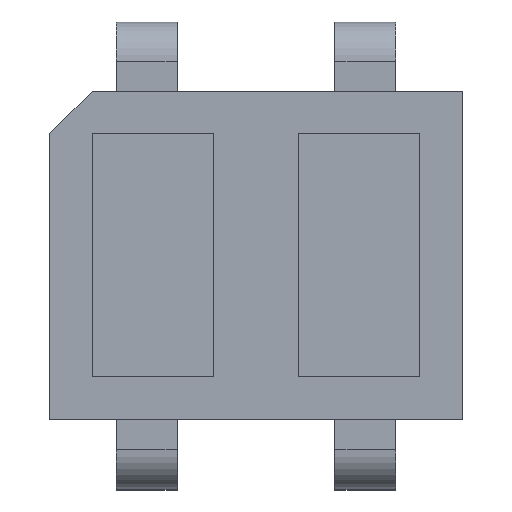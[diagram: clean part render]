
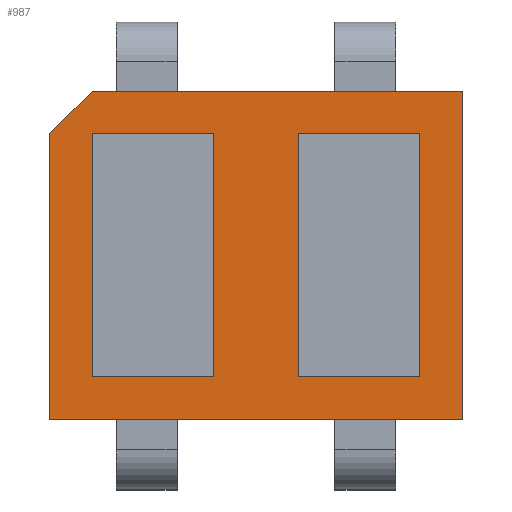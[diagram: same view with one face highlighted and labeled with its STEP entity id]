
A CAD part, top view. The second image highlights one B-rep face of the part: STEP entity #987.
In plain terms, the highlighted planar face has unit normal (0, 0, 1).
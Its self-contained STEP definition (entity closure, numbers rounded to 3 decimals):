
#34 = VECTOR ( 'NONE', #656, 1000. ) ;
#62 = ORIENTED_EDGE ( 'NONE', *, *, #371, .F. ) ;
#67 = VECTOR ( 'NONE', #2526, 1000. ) ;
#133 = VERTEX_POINT ( 'NONE', #2577 ) ;
#230 = FACE_BOUND ( 'NONE', #1391, .T. ) ;
#279 = EDGE_CURVE ( 'NONE', #996, #2746, #2550, .T. ) ;
#287 = VERTEX_POINT ( 'NONE', #602 ) ;
#341 = CARTESIAN_POINT ( 'NONE',  ( -1.7, 0., 2.49 ) ) ;
#371 = EDGE_CURVE ( 'NONE', #287, #996, #2702, .T. ) ;
#372 = LINE ( 'NONE', #2517, #67 ) ;
#390 = VECTOR ( 'NONE', #865, 1000. ) ;
#411 = CARTESIAN_POINT ( 'NONE',  ( 0.35, -1., 2.49 ) ) ;
#417 = DIRECTION ( 'NONE',  ( 0., 1., 0. ) ) ;
#470 = CARTESIAN_POINT ( 'NONE',  ( -1.7, -1.35, 2.49 ) ) ;
#540 = DIRECTION ( 'NONE',  ( 0., -1., 0. ) ) ;
#548 = DIRECTION ( 'NONE',  ( -0.707, -0.707, 0. ) ) ;
#565 = EDGE_CURVE ( 'NONE', #840, #287, #650, .T. ) ;
#568 = VERTEX_POINT ( 'NONE', #470 ) ;
#602 = CARTESIAN_POINT ( 'NONE',  ( 1.35, -1., 2.49 ) ) ;
#605 = CARTESIAN_POINT ( 'NONE',  ( -1.35, 0., 2.49 ) ) ;
#650 = LINE ( 'NONE', #1906, #1885 ) ;
#656 = DIRECTION ( 'NONE',  ( 1., 0., 0. ) ) ;
#659 = EDGE_LOOP ( 'NONE', ( #3028, #799, #2163, #62 ) ) ;
#688 = EDGE_CURVE ( 'NONE', #1997, #3090, #968, .T. ) ;
#742 = ORIENTED_EDGE ( 'NONE', *, *, #1813, .T. ) ;
#771 = ORIENTED_EDGE ( 'NONE', *, *, #2150, .T. ) ;
#792 = EDGE_CURVE ( 'NONE', #3090, #2531, #2579, .T. ) ;
#799 = ORIENTED_EDGE ( 'NONE', *, *, #1069, .F. ) ;
#808 = ORIENTED_EDGE ( 'NONE', *, *, #1578, .T. ) ;
#814 = VECTOR ( 'NONE', #2371, 1000. ) ;
#818 = DIRECTION ( 'NONE',  ( 0., -1., 0. ) ) ;
#840 = VERTEX_POINT ( 'NONE', #411 ) ;
#852 = CARTESIAN_POINT ( 'NONE',  ( 0., 1., 2.49 ) ) ;
#865 = DIRECTION ( 'NONE',  ( -1., 0., 0. ) ) ;
#932 = VECTOR ( 'NONE', #1077, 1000. ) ;
#943 = PLANE ( 'NONE',  #1507 ) ;
#959 = VERTEX_POINT ( 'NONE', #2171 ) ;
#968 = LINE ( 'NONE', #605, #932 ) ;
#987 = ADVANCED_FACE ( 'NONE', ( #230, #1987, #2539 ), #943, .T. ) ;
#996 = VERTEX_POINT ( 'NONE', #1172 ) ;
#1069 = EDGE_CURVE ( 'NONE', #2746, #840, #1202, .T. ) ;
#1077 = DIRECTION ( 'NONE',  ( 0., -1., 0. ) ) ;
#1109 = LINE ( 'NONE', #2940, #2801 ) ;
#1172 = CARTESIAN_POINT ( 'NONE',  ( 1.35, 1., 2.49 ) ) ;
#1202 = LINE ( 'NONE', #2695, #2776 ) ;
#1383 = CARTESIAN_POINT ( 'NONE',  ( 0., -1., 2.49 ) ) ;
#1391 = EDGE_LOOP ( 'NONE', ( #3049, #2486, #1755, #2826 ) ) ;
#1393 = CARTESIAN_POINT ( 'NONE',  ( -0.35, 0., 2.49 ) ) ;
#1408 = EDGE_CURVE ( 'NONE', #133, #1997, #372, .T. ) ;
#1466 = CARTESIAN_POINT ( 'NONE',  ( 0., 1.35, 2.49 ) ) ;
#1499 = DIRECTION ( 'NONE',  ( 1., 0., 0. ) ) ;
#1507 = AXIS2_PLACEMENT_3D ( 'NONE', #2667, #1508, #1499 ) ;
#1508 = DIRECTION ( 'NONE',  ( 0., 0., 1. ) ) ;
#1578 = EDGE_CURVE ( 'NONE', #1636, #2372, #1681, .T. ) ;
#1636 = VERTEX_POINT ( 'NONE', #2185 ) ;
#1681 = LINE ( 'NONE', #1466, #814 ) ;
#1755 = ORIENTED_EDGE ( 'NONE', *, *, #792, .F. ) ;
#1813 = EDGE_CURVE ( 'NONE', #1934, #568, #2952, .T. ) ;
#1832 = CARTESIAN_POINT ( 'NONE',  ( -1.35, 1.35, 2.49 ) ) ;
#1843 = ORIENTED_EDGE ( 'NONE', *, *, #2286, .T. ) ;
#1853 = EDGE_LOOP ( 'NONE', ( #742, #2230, #771, #808, #1843 ) ) ;
#1881 = CARTESIAN_POINT ( 'NONE',  ( -1.35, 1., 2.49 ) ) ;
#1885 = VECTOR ( 'NONE', #2633, 1000. ) ;
#1906 = CARTESIAN_POINT ( 'NONE',  ( 0., -1., 2.49 ) ) ;
#1934 = VERTEX_POINT ( 'NONE', #2319 ) ;
#1987 = FACE_BOUND ( 'NONE', #659, .T. ) ;
#1994 = EDGE_CURVE ( 'NONE', #568, #959, #2263, .T. ) ;
#1997 = VERTEX_POINT ( 'NONE', #1881 ) ;
#2050 = CARTESIAN_POINT ( 'NONE',  ( -1.35, -1., 2.49 ) ) ;
#2105 = CARTESIAN_POINT ( 'NONE',  ( -0.35, -1., 2.49 ) ) ;
#2114 = CARTESIAN_POINT ( 'NONE',  ( 1.35, 0., 2.49 ) ) ;
#2132 = DIRECTION ( 'NONE',  ( 1., 0., 0. ) ) ;
#2141 = CARTESIAN_POINT ( 'NONE',  ( 0.35, 1., 2.49 ) ) ;
#2150 = EDGE_CURVE ( 'NONE', #959, #1636, #2679, .T. ) ;
#2163 = ORIENTED_EDGE ( 'NONE', *, *, #279, .F. ) ;
#2171 = CARTESIAN_POINT ( 'NONE',  ( 1.7, -1.35, 2.49 ) ) ;
#2185 = CARTESIAN_POINT ( 'NONE',  ( 1.7, 1.35, 2.49 ) ) ;
#2225 = VECTOR ( 'NONE', #2400, 1000. ) ;
#2230 = ORIENTED_EDGE ( 'NONE', *, *, #1994, .T. ) ;
#2236 = VECTOR ( 'NONE', #417, 1000. ) ;
#2263 = LINE ( 'NONE', #2314, #2331 ) ;
#2286 = EDGE_CURVE ( 'NONE', #2372, #1934, #1109, .T. ) ;
#2314 = CARTESIAN_POINT ( 'NONE',  ( 0., -1.35, 2.49 ) ) ;
#2319 = CARTESIAN_POINT ( 'NONE',  ( -1.7, 1., 2.49 ) ) ;
#2331 = VECTOR ( 'NONE', #2132, 1000. ) ;
#2371 = DIRECTION ( 'NONE',  ( -1., 0., 0. ) ) ;
#2372 = VERTEX_POINT ( 'NONE', #1832 ) ;
#2400 = DIRECTION ( 'NONE',  ( 0., 1., 0. ) ) ;
#2414 = CARTESIAN_POINT ( 'NONE',  ( 1.7, 0., 2.49 ) ) ;
#2486 = ORIENTED_EDGE ( 'NONE', *, *, #2584, .F. ) ;
#2517 = CARTESIAN_POINT ( 'NONE',  ( 0., 1., 2.49 ) ) ;
#2526 = DIRECTION ( 'NONE',  ( -1., 0., 0. ) ) ;
#2531 = VERTEX_POINT ( 'NONE', #2105 ) ;
#2539 = FACE_OUTER_BOUND ( 'NONE', #1853, .T. ) ;
#2550 = LINE ( 'NONE', #852, #390 ) ;
#2577 = CARTESIAN_POINT ( 'NONE',  ( -0.35, 1., 2.49 ) ) ;
#2579 = LINE ( 'NONE', #1383, #34 ) ;
#2584 = EDGE_CURVE ( 'NONE', #2531, #133, #3070, .T. ) ;
#2633 = DIRECTION ( 'NONE',  ( 1., 0., 0. ) ) ;
#2649 = VECTOR ( 'NONE', #818, 1000. ) ;
#2667 = CARTESIAN_POINT ( 'NONE',  ( 0., 0., 2.49 ) ) ;
#2679 = LINE ( 'NONE', #2414, #2225 ) ;
#2695 = CARTESIAN_POINT ( 'NONE',  ( 0.35, 0., 2.49 ) ) ;
#2702 = LINE ( 'NONE', #2114, #3037 ) ;
#2746 = VERTEX_POINT ( 'NONE', #2141 ) ;
#2776 = VECTOR ( 'NONE', #540, 1000. ) ;
#2801 = VECTOR ( 'NONE', #548, 1000. ) ;
#2826 = ORIENTED_EDGE ( 'NONE', *, *, #688, .F. ) ;
#2940 = CARTESIAN_POINT ( 'NONE',  ( -1.35, 1.35, 2.49 ) ) ;
#2952 = LINE ( 'NONE', #341, #2649 ) ;
#3028 = ORIENTED_EDGE ( 'NONE', *, *, #565, .F. ) ;
#3037 = VECTOR ( 'NONE', #3067, 1000. ) ;
#3049 = ORIENTED_EDGE ( 'NONE', *, *, #1408, .F. ) ;
#3067 = DIRECTION ( 'NONE',  ( 0., 1., 0. ) ) ;
#3070 = LINE ( 'NONE', #1393, #2236 ) ;
#3090 = VERTEX_POINT ( 'NONE', #2050 ) ;
